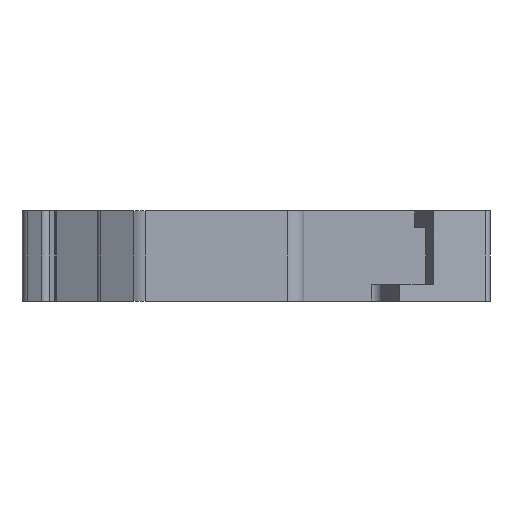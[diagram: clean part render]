
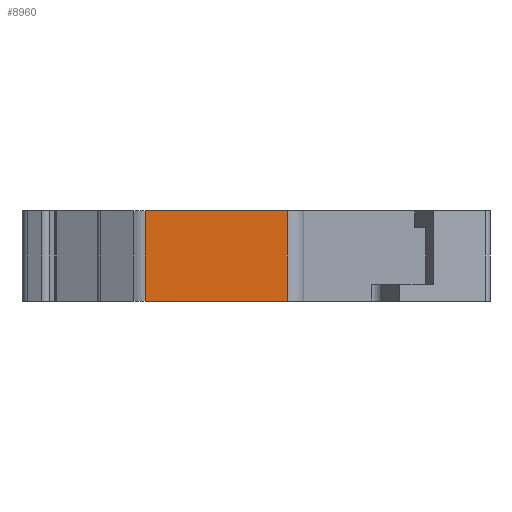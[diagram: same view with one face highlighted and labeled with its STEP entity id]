
A CAD part, left-side view. The second image highlights one B-rep face of the part: STEP entity #8960.
In plain terms, the highlighted planar face has unit normal (-1, 0, 0).
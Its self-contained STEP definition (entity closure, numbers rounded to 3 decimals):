
#1470=CARTESIAN_POINT('',(303.985,557.253,-8.));
#1480=VERTEX_POINT('',#1470);
#1510=CARTESIAN_POINT('',(303.985,0.,-8.));
#1520=DIRECTION('',(0.,1.,0.));
#1530=VECTOR('',#1520,1.);
#1540=LINE('',#1510,#1530);
#1550=CARTESIAN_POINT('',(303.985,544.682,-8.));
#1560=VERTEX_POINT('',#1550);
#1570=EDGE_CURVE('',#1560,#1480,#1540,.T.);
#8660=CARTESIAN_POINT('',(303.985,557.253,0.));
#8670=DIRECTION('',(-1.,0.,0.));
#8680=DIRECTION('',(0.,1.,0.));
#8690=AXIS2_PLACEMENT_3D('',#8660,#8670,#8680);
#8700=PLANE('',#8690);
#8710=CARTESIAN_POINT('',(303.985,544.682,0.));
#8720=DIRECTION('',(0.,0.,-1.));
#8730=VECTOR('',#8720,1.);
#8740=LINE('',#8710,#8730);
#8750=CARTESIAN_POINT('',(303.985,544.682,
0.));
#8760=VERTEX_POINT('',#8750);
#8770=EDGE_CURVE('',#8760,#1560,#8740,.T.);
#8780=ORIENTED_EDGE('',*,*,#8770,.F.);
#8790=ORIENTED_EDGE('',*,*,#1570,.F.);
#8800=CARTESIAN_POINT('',(303.985,557.253,0.));
#8810=DIRECTION('',(0.,0.,-1.));
#8820=VECTOR('',#8810,1.);
#8830=LINE('',#8800,#8820);
#8840=CARTESIAN_POINT('',(303.985,557.253,
0.));
#8850=VERTEX_POINT('',#8840);
#8860=EDGE_CURVE('',#8850,#1480,#8830,.T.);
#8870=ORIENTED_EDGE('',*,*,#8860,.T.);
#8880=CARTESIAN_POINT('',(303.985,557.253,0.));
#8890=DIRECTION('',(0.,-1.,0.));
#8900=VECTOR('',#8890,1.);
#8910=LINE('',#8880,#8900);
#8920=EDGE_CURVE('',#8850,#8760,#8910,.T.);
#8930=ORIENTED_EDGE('',*,*,#8920,.F.);
#8940=EDGE_LOOP('',(#8930,#8870,#8790,#8780));
#8950=FACE_OUTER_BOUND('',#8940,.T.);
#8960=ADVANCED_FACE('',(#8950),#8700,.T.);
